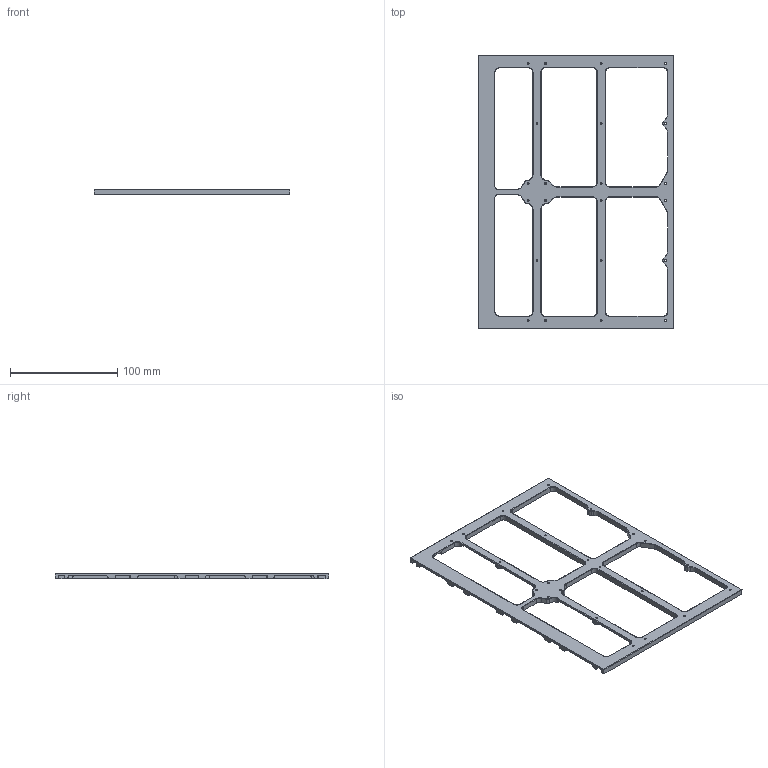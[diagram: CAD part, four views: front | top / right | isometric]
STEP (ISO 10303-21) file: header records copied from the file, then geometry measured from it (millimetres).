
FILE_DESCRIPTION (( 'STEP AP214' ), '1' );
FILE_NAME ('Side Brace.STEP', '2025-01-26T08:28:08', ( '' ), ( '' ), 'SwSTEP 2.0', 'SolidWorks 2024', '' );
FILE_SCHEMA (( 'AUTOMOTIVE_DESIGN' ));
Length unit declared in the file: millimetre
Products named in the file (1): Side Brace
Bounding box: 182.8 x 255.6 x 5 mm (x, y, z)
Volume: 60297.6 mm3; surface area: 42398.7 mm2
Topology: 1 solids, 1 shells, 357 faces, 922 edges, 552 vertices
Faces by surface type: cylinder 161, plane 85, torus 84, bspline 24, sphere 3
Entity records: 13192 total; most frequent: CARTESIAN_POINT 4339, DIRECTION 1937, ORIENTED_EDGE 1822, EDGE_CURVE 911, AXIS2_PLACEMENT_3D 775, VERTEX_POINT 552, CIRCLE 441, EDGE_LOOP 409
